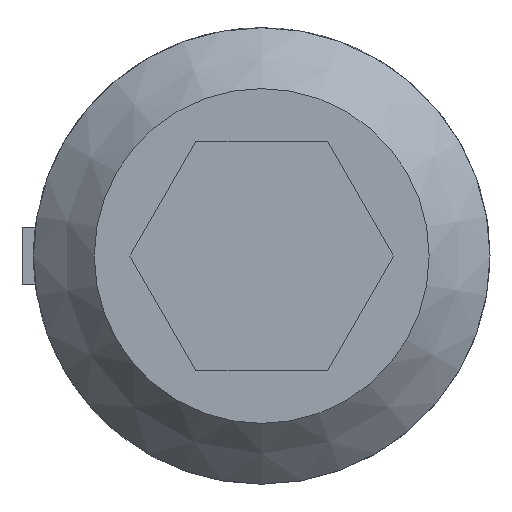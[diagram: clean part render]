
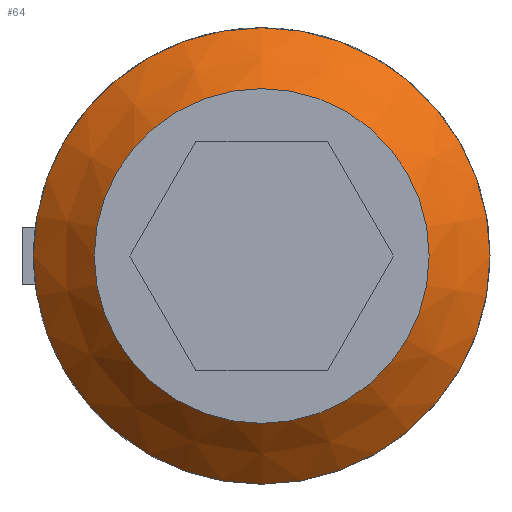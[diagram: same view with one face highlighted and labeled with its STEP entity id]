
A CAD part, left-side view. The second image highlights one B-rep face of the part: STEP entity #64.
In plain terms, the highlighted conical face has half-angle 45 degrees and reference radius 2.2 mm.
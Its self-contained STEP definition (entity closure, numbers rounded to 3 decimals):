
#64 = ADVANCED_FACE( '', ( #147, #148 ), #149, .T. );
#147 = FACE_OUTER_BOUND( '', #252, .T. );
#148 = FACE_BOUND( '', #253, .T. );
#149 = CONICAL_SURFACE( '', #254, 2.2, 0.785 );
#252 = EDGE_LOOP( '', ( #370 ) );
#253 = EDGE_LOOP( '', ( #371 ) );
#254 = AXIS2_PLACEMENT_3D( '', #372, #373, #374 );
#370 = ORIENTED_EDGE( '', *, *, #601, .F. );
#371 = ORIENTED_EDGE( '', *, *, #602, .T. );
#372 = CARTESIAN_POINT( '', ( 0., 0., 0. ) );
#373 = DIRECTION( '', ( 1., 0., 0. ) );
#374 = DIRECTION( '', ( 0., 0., -1. ) );
#601 = EDGE_CURVE( '', #709, #709, #710, .T. );
#602 = EDGE_CURVE( '', #711, #711, #712, .T. );
#709 = VERTEX_POINT( '', #855 );
#710 = CIRCLE( '', #856, 3. );
#711 = VERTEX_POINT( '', #857 );
#712 = CIRCLE( '', #858, 2.2 );
#855 = CARTESIAN_POINT( '', ( 0.8, 0., -3. ) );
#856 = AXIS2_PLACEMENT_3D( '', #1026, #1027, #1028 );
#857 = CARTESIAN_POINT( '', ( 0., 0., -2.2 ) );
#858 = AXIS2_PLACEMENT_3D( '', #1029, #1030, #1031 );
#1026 = CARTESIAN_POINT( '', ( 0.8, 0., 0. ) );
#1027 = DIRECTION( '', ( 1., 0., 0. ) );
#1028 = DIRECTION( '', ( 0., 0., -1. ) );
#1029 = CARTESIAN_POINT( '', ( 0., 0., 0. ) );
#1030 = DIRECTION( '', ( 1., 0., 0. ) );
#1031 = DIRECTION( '', ( 0., 0., -1. ) );
